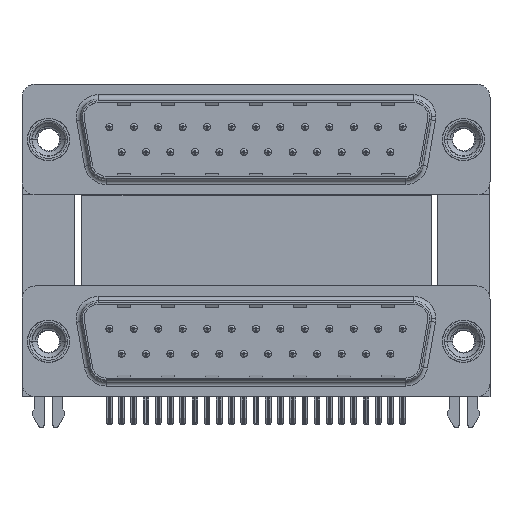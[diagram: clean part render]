
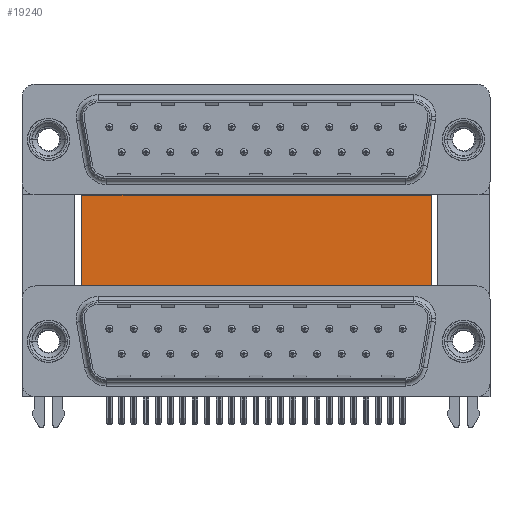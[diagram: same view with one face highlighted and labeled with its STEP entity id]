
A CAD part, top view. The second image highlights one B-rep face of the part: STEP entity #19240.
In plain terms, the highlighted planar face has unit normal (0, 0, 1).
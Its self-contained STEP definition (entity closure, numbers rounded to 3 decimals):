
#1164 = ORIENTED_EDGE ( 'NONE', *, *, #22241, .F. ) ;
#4020 = LINE ( 'NONE', #39094, #26602 ) ;
#4468 = LINE ( 'NONE', #37363, #22501 ) ;
#6244 = EDGE_CURVE ( 'NONE', #30758, #22355, #4020, .T. ) ;
#7423 = ORIENTED_EDGE ( 'NONE', *, *, #17432, .T. ) ;
#9644 = CARTESIAN_POINT ( 'NONE',  ( 3.79, -3.735, -12. ) ) ;
#9836 = DIRECTION ( 'NONE',  ( 1., 0., 0. ) ) ;
#11974 = DIRECTION ( 'NONE',  ( 0., 0., -1. ) ) ;
#13481 = VECTOR ( 'NONE', #32669, 1000. ) ;
#14172 = ORIENTED_EDGE ( 'NONE', *, *, #39095, .T. ) ;
#16592 = CARTESIAN_POINT ( 'NONE',  ( 3.79, 16.585, -12. ) ) ;
#16764 = ORIENTED_EDGE ( 'NONE', *, *, #6244, .F. ) ;
#17432 = EDGE_CURVE ( 'NONE', #30758, #38298, #20513, .T. ) ;
#17738 = CARTESIAN_POINT ( 'NONE',  ( 3.79, 16.585, -12. ) ) ;
#19240 = ADVANCED_FACE ( 'NONE', ( #28418 ), #34600, .F. ) ;
#19665 = CARTESIAN_POINT ( 'NONE',  ( 3.79, 16.585, -12. ) ) ;
#20513 = LINE ( 'NONE', #19665, #13481 ) ;
#20970 = CARTESIAN_POINT ( 'NONE',  ( 3.79, -3.735, -12. ) ) ;
#22241 = EDGE_CURVE ( 'NONE', #22355, #33314, #4468, .T. ) ;
#22355 = VERTEX_POINT ( 'NONE', #34769 ) ;
#22455 = LINE ( 'NONE', #9644, #29658 ) ;
#22501 = VECTOR ( 'NONE', #27765, 1000. ) ;
#26602 = VECTOR ( 'NONE', #9836, 1000. ) ;
#27591 = DIRECTION ( 'NONE',  ( -1., 0., 0. ) ) ;
#27765 = DIRECTION ( 'NONE',  ( 0., -1., 0. ) ) ;
#28418 = FACE_OUTER_BOUND ( 'NONE', #40600, .T. ) ;
#29658 = VECTOR ( 'NONE', #32918, 1000. ) ;
#30758 = VERTEX_POINT ( 'NONE', #16592 ) ;
#32669 = DIRECTION ( 'NONE',  ( 0., -1., 0. ) ) ;
#32918 = DIRECTION ( 'NONE',  ( 1., 0., 0. ) ) ;
#33314 = VERTEX_POINT ( 'NONE', #37617 ) ;
#34600 = PLANE ( 'NONE',  #41646 ) ;
#34769 = CARTESIAN_POINT ( 'NONE',  ( 43.43, 16.585, -12. ) ) ;
#37363 = CARTESIAN_POINT ( 'NONE',  ( 43.43, 16.585, -12. ) ) ;
#37617 = CARTESIAN_POINT ( 'NONE',  ( 43.43, -3.735, -12. ) ) ;
#38298 = VERTEX_POINT ( 'NONE', #20970 ) ;
#39094 = CARTESIAN_POINT ( 'NONE',  ( 3.79, 16.585, -12. ) ) ;
#39095 = EDGE_CURVE ( 'NONE', #38298, #33314, #22455, .T. ) ;
#40600 = EDGE_LOOP ( 'NONE', ( #14172, #1164, #16764, #7423 ) ) ;
#41646 = AXIS2_PLACEMENT_3D ( 'NONE', #17738, #11974, #27591 ) ;
